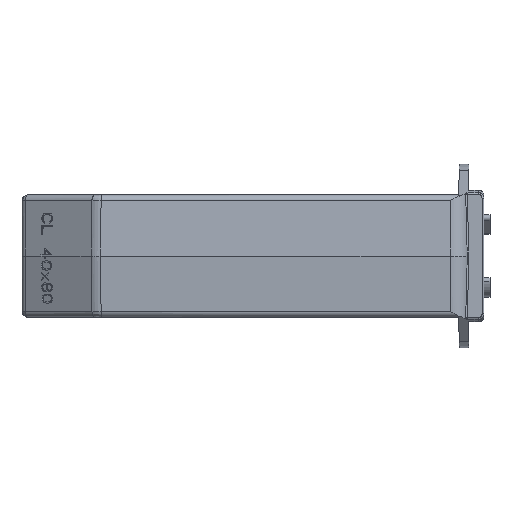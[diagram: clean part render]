
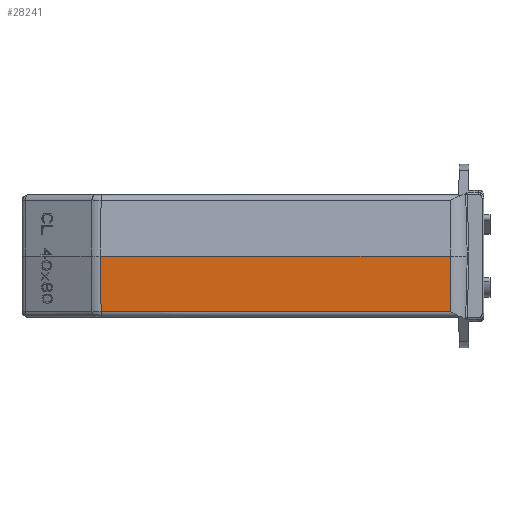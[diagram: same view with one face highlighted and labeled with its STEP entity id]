
A CAD part, left-side view. The second image highlights one B-rep face of the part: STEP entity #28241.
In plain terms, the highlighted planar face has unit normal (-0.999, 0, -0.052).
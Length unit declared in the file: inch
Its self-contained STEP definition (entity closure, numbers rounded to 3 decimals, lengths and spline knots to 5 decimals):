
#252 = DIRECTION ( 'NONE',  ( -0.052, 0., 0.999 ) ) ;
#377 = CARTESIAN_POINT ( 'NONE',  ( -0.67126, 2.40157, 0. ) ) ;
#2759 = VECTOR ( 'NONE', #13531, 39.37008 ) ;
#3195 = EDGE_CURVE ( 'NONE', #7184, #4519, #14375, .T. ) ;
#3491 = LINE ( 'NONE', #10109, #12668 ) ;
#4077 = LINE ( 'NONE', #4368, #20652 ) ;
#4368 = CARTESIAN_POINT ( 'NONE',  ( -0.67126, 0.11811, 0. ) ) ;
#4519 = VERTEX_POINT ( 'NONE', #17430 ) ;
#4724 = AXIS2_PLACEMENT_3D ( 'NONE', #377, #9333, #14198 ) ;
#7184 = VERTEX_POINT ( 'NONE', #21068 ) ;
#8673 = CARTESIAN_POINT ( 'NONE',  ( -0.67126, 2.40157, 0. ) ) ;
#9333 = DIRECTION ( 'NONE',  ( -0.999, 0., -0.052 ) ) ;
#9500 = CARTESIAN_POINT ( 'NONE',  ( -0.65258, 2.36497, -0.35639 ) ) ;
#9572 = CARTESIAN_POINT ( 'NONE',  ( -0.67126, 0.11811, 0. ) ) ;
#9605 = ORIENTED_EDGE ( 'NONE', *, *, #16504, .T. ) ;
#10109 = CARTESIAN_POINT ( 'NONE',  ( -0.65258, -3.76002, -0.35639 ) ) ;
#11151 = EDGE_CURVE ( 'NONE', #12290, #4519, #3491, .T. ) ;
#11953 = PLANE ( 'NONE',  #4724 ) ;
#12290 = VERTEX_POINT ( 'NONE', #21370 ) ;
#12668 = VECTOR ( 'NONE', #19116, 39.37008 ) ;
#12922 = ORIENTED_EDGE ( 'NONE', *, *, #26095, .T. ) ;
#13121 = ORIENTED_EDGE ( 'NONE', *, *, #11151, .F. ) ;
#13531 = DIRECTION ( 'NONE',  ( 0., 1., 0. ) ) ;
#14198 = DIRECTION ( 'NONE',  ( -0.052, 0., 0.999 ) ) ;
#14375 = B_SPLINE_CURVE_WITH_KNOTS ( 'NONE', 3,
 ( #18650, #23068, #18935, #9500 ),
 .UNSPECIFIED., .F., .F.,
 ( 4, 4 ),
 ( 0., 1. ),
 .UNSPECIFIED. ) ;
#16504 = EDGE_CURVE ( 'NONE', #12290, #19711, #4077, .T. ) ;
#17430 = CARTESIAN_POINT ( 'NONE',  ( -0.65258, 2.36497, -0.35639 ) ) ;
#18650 = CARTESIAN_POINT ( 'NONE',  ( -0.67126, 2.36997, 0. ) ) ;
#18935 = CARTESIAN_POINT ( 'NONE',  ( -0.65881, 2.36663, -0.23759 ) ) ;
#19116 = DIRECTION ( 'NONE',  ( 0., 1., 0. ) ) ;
#19711 = VERTEX_POINT ( 'NONE', #9572 ) ;
#20652 = VECTOR ( 'NONE', #252, 39.37008 ) ;
#21068 = CARTESIAN_POINT ( 'NONE',  ( -0.67126, 2.36997, 0. ) ) ;
#21370 = CARTESIAN_POINT ( 'NONE',  ( -0.65258, 0.11811, -0.35639 ) ) ;
#22034 = EDGE_LOOP ( 'NONE', ( #13121, #9605, #12922, #24997 ) ) ;
#23068 = CARTESIAN_POINT ( 'NONE',  ( -0.66503, 2.3683, -0.1188 ) ) ;
#24997 = ORIENTED_EDGE ( 'NONE', *, *, #3195, .T. ) ;
#25093 = FACE_OUTER_BOUND ( 'NONE', #22034, .T. ) ;
#25783 = LINE ( 'NONE', #8673, #2759 ) ;
#26095 = EDGE_CURVE ( 'NONE', #19711, #7184, #25783, .T. ) ;
#28241 = ADVANCED_FACE ( 'NONE', ( #25093 ), #11953, .T. ) ;
